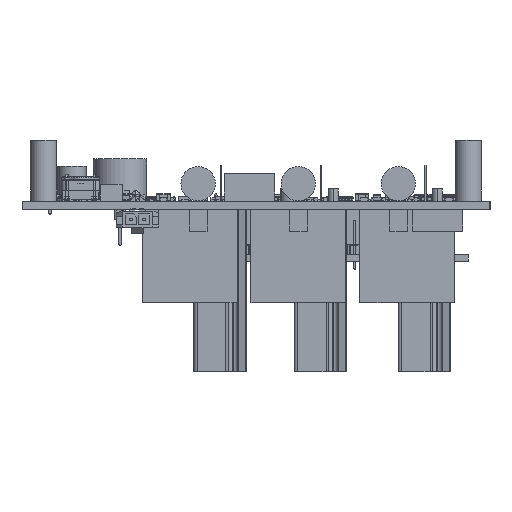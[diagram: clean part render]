
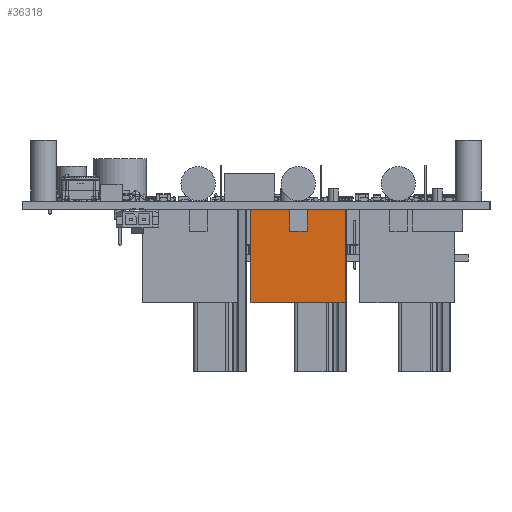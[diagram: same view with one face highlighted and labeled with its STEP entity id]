
A CAD part, left-side view. The second image highlights one B-rep face of the part: STEP entity #36318.
In plain terms, the highlighted planar face has unit normal (-1, 0, 0).
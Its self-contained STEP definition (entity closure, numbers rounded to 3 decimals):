
#36220 = EDGE_CURVE('',#36221,#36223,#36225,.T.);
#36221 = VERTEX_POINT('',#36222);
#36222 = CARTESIAN_POINT('',(-10.9,-10.9,0.));
#36223 = VERTEX_POINT('',#36224);
#36224 = CARTESIAN_POINT('',(-10.9,-10.9,21.6));
#36225 = LINE('',#36226,#36227);
#36226 = CARTESIAN_POINT('',(-10.9,-10.9,0.));
#36227 = VECTOR('',#36228,1.);
#36228 = DIRECTION('',(0.,0.,1.));
#36293 = VERTEX_POINT('',#36294);
#36294 = CARTESIAN_POINT('',(-10.9,10.9,21.6));
#36300 = EDGE_CURVE('',#36301,#36293,#36303,.T.);
#36301 = VERTEX_POINT('',#36302);
#36302 = CARTESIAN_POINT('',(-10.9,10.9,0.));
#36303 = LINE('',#36304,#36305);
#36304 = CARTESIAN_POINT('',(-10.9,10.9,0.));
#36305 = VECTOR('',#36306,1.);
#36306 = DIRECTION('',(0.,0.,1.));
#36318 = ADVANCED_FACE('',(#36319),#36335,.F.);
#36319 = FACE_BOUND('',#36320,.F.);
#36320 = EDGE_LOOP('',(#36321,#36322,#36328,#36329));
#36321 = ORIENTED_EDGE('',*,*,#36300,.T.);
#36322 = ORIENTED_EDGE('',*,*,#36323,.T.);
#36323 = EDGE_CURVE('',#36293,#36223,#36324,.T.);
#36324 = LINE('',#36325,#36326);
#36325 = CARTESIAN_POINT('',(-10.9,10.9,21.6));
#36326 = VECTOR('',#36327,1.);
#36327 = DIRECTION('',(0.,-1.,0.));
#36328 = ORIENTED_EDGE('',*,*,#36220,.F.);
#36329 = ORIENTED_EDGE('',*,*,#36330,.F.);
#36330 = EDGE_CURVE('',#36301,#36221,#36331,.T.);
#36331 = LINE('',#36332,#36333);
#36332 = CARTESIAN_POINT('',(-10.9,10.9,0.));
#36333 = VECTOR('',#36334,1.);
#36334 = DIRECTION('',(0.,-1.,0.));
#36335 = PLANE('',#36336);
#36336 = AXIS2_PLACEMENT_3D('',#36337,#36338,#36339);
#36337 = CARTESIAN_POINT('',(-10.9,10.9,0.));
#36338 = DIRECTION('',(1.,0.,0.));
#36339 = DIRECTION('',(0.,-1.,0.));
